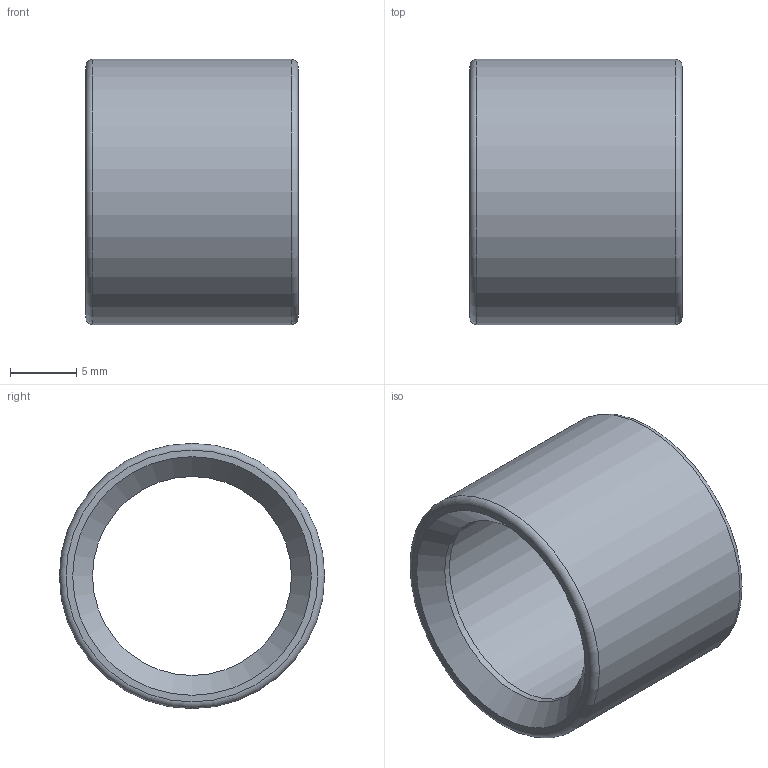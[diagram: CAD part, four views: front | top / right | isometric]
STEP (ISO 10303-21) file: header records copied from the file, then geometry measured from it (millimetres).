
FILE_DESCRIPTION(/* description */ ('PVC Reducer Short, Ø20-Ø16, PN16'),/* implementation_level */ '2;1');
FILE_NAME(/* name */ 'RB90U-020-016',/* time_stamp */ '2022-05-02T11:45:06+02:00',/* author */ ('COAB Solutions'),/* organization */ ('GPA Flowsystem'),/* preprocessor_version */ 'ST-DEVELOPER v18.1',/* originating_system */ 'www.coabsolutions.com',/* authorisation */ '');
FILE_SCHEMA (('AUTOMOTIVE_DESIGN { 1 0 10303 214 3 1 1 }'));
Length unit declared in the file: millimetre
Products named in the file (1): RB90U-020-016
Bounding box: 16 x 20 x 20 mm (x, y, z)
Volume: 1795 mm3; surface area: 2012.5 mm2
Topology: 1 solids, 1 shells, 9 faces, 17 edges, 11 vertices
Faces by surface type: cylinder 3, plane 3, torus 2, cone 1
Full cylindrical faces by diameter (mm): 15 x1, 16 x1, 20 x1
Entity records: 281 total; most frequent: DIRECTION 50, CARTESIAN_POINT 38, ORIENTED_EDGE 34, AXIS2_PLACEMENT_3D 23, EDGE_CURVE 17, CIRCLE 13, EDGE_LOOP 12, VERTEX_POINT 11
